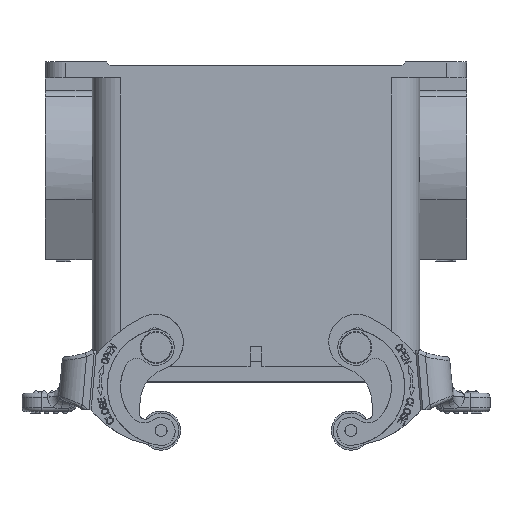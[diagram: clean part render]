
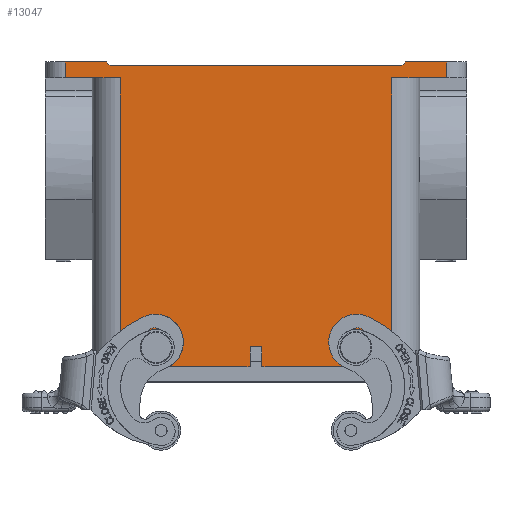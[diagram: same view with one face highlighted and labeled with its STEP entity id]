
A CAD part, front view. The second image highlights one B-rep face of the part: STEP entity #13047.
In plain terms, the highlighted planar face has unit normal (0, -1, 0).
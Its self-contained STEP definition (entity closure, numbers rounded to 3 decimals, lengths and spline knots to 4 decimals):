
#13047=ADVANCED_FACE('',(#18584,#18585,#18586),#14046,.F.);
#14046=PLANE('',#38662);
#15552=LINE('',#58664,#17581);
#15561=LINE('',#58691,#17590);
#15564=LINE('',#58707,#17593);
#15590=LINE('',#58786,#17619);
#15592=LINE('',#58790,#17621);
#15594=LINE('',#58794,#17623);
#15596=LINE('',#58798,#17625);
#15597=LINE('',#58803,#17626);
#15599=LINE('',#58811,#17628);
#15606=LINE('',#58825,#17635);
#15610=LINE('',#58834,#17639);
#15612=LINE('',#58841,#17641);
#15618=LINE('',#58861,#17647);
#15624=LINE('',#58871,#17653);
#15625=LINE('',#58873,#17654);
#15626=LINE('',#58875,#17655);
#17581=VECTOR('',#43848,1.);
#17590=VECTOR('',#43873,1.);
#17593=VECTOR('',#43882,1.);
#17619=VECTOR('',#43950,1.);
#17621=VECTOR('',#43954,1.);
#17623=VECTOR('',#43958,1.);
#17625=VECTOR('',#43962,1.);
#17626=VECTOR('',#43967,1.);
#17628=VECTOR('',#43975,1.);
#17635=VECTOR('',#43986,1.);
#17639=VECTOR('',#43992,1.);
#17641=VECTOR('',#43998,1.);
#17647=VECTOR('',#44014,1.);
#17653=VECTOR('',#44024,1.);
#17654=VECTOR('',#44027,1.);
#17655=VECTOR('',#44028,1.);
#18584=FACE_BOUND('',#19873,.T.);
#18585=FACE_BOUND('',#19874,.T.);
#18586=FACE_BOUND('',#19875,.T.);
#19873=EDGE_LOOP('',(#26020,#26021));
#19874=EDGE_LOOP('',(#26022,#26023));
#19875=EDGE_LOOP('',(#26024,#26025,#26026,#26027,#26028,#26029,#26030,#26031,
#26032,#26033,#26034,#26035,#26036,#26037,#26038,#26039));
#26020=ORIENTED_EDGE('',*,*,#34588,.T.);
#26021=ORIENTED_EDGE('',*,*,#34587,.T.);
#26022=ORIENTED_EDGE('',*,*,#34482,.T.);
#26023=ORIENTED_EDGE('',*,*,#34481,.T.);
#26024=ORIENTED_EDGE('',*,*,#34676,.F.);
#26025=ORIENTED_EDGE('',*,*,#34670,.F.);
#26026=ORIENTED_EDGE('',*,*,#34657,.F.);
#26027=ORIENTED_EDGE('',*,*,#34714,.F.);
#26028=ORIENTED_EDGE('',*,*,#34716,.F.);
#26029=ORIENTED_EDGE('',*,*,#34718,.T.);
#26030=ORIENTED_EDGE('',*,*,#34720,.F.);
#26031=ORIENTED_EDGE('',*,*,#34722,.T.);
#26032=ORIENTED_EDGE('',*,*,#34726,.T.);
#26033=ORIENTED_EDGE('',*,*,#34758,.T.);
#26034=ORIENTED_EDGE('',*,*,#34759,.T.);
#26035=ORIENTED_EDGE('',*,*,#34737,.T.);
#26036=ORIENTED_EDGE('',*,*,#34751,.T.);
#26037=ORIENTED_EDGE('',*,*,#34733,.T.);
#26038=ORIENTED_EDGE('',*,*,#34757,.T.);
#26039=ORIENTED_EDGE('',*,*,#34741,.T.);
#30813=VERTEX_POINT('',#58295);
#30814=VERTEX_POINT('',#58297);
#30884=VERTEX_POINT('',#58510);
#30885=VERTEX_POINT('',#58512);
#30932=VERTEX_POINT('',#58663);
#30933=VERTEX_POINT('',#58665);
#30943=VERTEX_POINT('',#58692);
#30944=VERTEX_POINT('',#58697);
#30972=VERTEX_POINT('',#58785);
#30973=VERTEX_POINT('',#58789);
#30974=VERTEX_POINT('',#58793);
#30975=VERTEX_POINT('',#58797);
#30976=VERTEX_POINT('',#58801);
#30980=VERTEX_POINT('',#58810);
#30985=VERTEX_POINT('',#58824);
#30986=VERTEX_POINT('',#58826);
#30989=VERTEX_POINT('',#58833);
#30990=VERTEX_POINT('',#58835);
#30993=VERTEX_POINT('',#58842);
#31004=VERTEX_POINT('',#58874);
#34481=EDGE_CURVE('',#30813,#30814,#36609,.T.);
#34482=EDGE_CURVE('',#30814,#30813,#36610,.T.);
#34587=EDGE_CURVE('',#30884,#30885,#36676,.T.);
#34588=EDGE_CURVE('',#30885,#30884,#36677,.T.);
#34657=EDGE_CURVE('',#30932,#30933,#15552,.T.);
#34670=EDGE_CURVE('',#30933,#30943,#15561,.T.);
#34676=EDGE_CURVE('',#30943,#30944,#15564,.T.);
#34714=EDGE_CURVE('',#30972,#30932,#15590,.T.);
#34716=EDGE_CURVE('',#30973,#30972,#15592,.T.);
#34718=EDGE_CURVE('',#30973,#30974,#15594,.T.);
#34720=EDGE_CURVE('',#30975,#30974,#15596,.T.);
#34722=EDGE_CURVE('',#30975,#30976,#15597,.T.);
#34726=EDGE_CURVE('',#30976,#30980,#15599,.T.);
#34733=EDGE_CURVE('',#30986,#30985,#15606,.T.);
#34737=EDGE_CURVE('',#30990,#30989,#15610,.T.);
#34741=EDGE_CURVE('',#30993,#30944,#15612,.T.);
#34751=EDGE_CURVE('',#30989,#30986,#15618,.T.);
#34757=EDGE_CURVE('',#30985,#30993,#15624,.T.);
#34758=EDGE_CURVE('',#30980,#31004,#15625,.T.);
#34759=EDGE_CURVE('',#31004,#30990,#15626,.T.);
#36609=CIRCLE('',#38434,0.0906);
#36610=CIRCLE('',#38436,0.0906);
#36676=CIRCLE('',#38539,0.0906);
#36677=CIRCLE('',#38541,0.0906);
#38434=AXIS2_PLACEMENT_3D('',#58298,#43433,#43434);
#38436=AXIS2_PLACEMENT_3D('',#58300,#43437,#43438);
#38539=AXIS2_PLACEMENT_3D('',#58513,#43682,#43683);
#38541=AXIS2_PLACEMENT_3D('',#58515,#43686,#43687);
#38662=AXIS2_PLACEMENT_3D('',#58876,#44029,#44030);
#43433=DIRECTION('',(0.,1.,0.));
#43434=DIRECTION('',(0.,0.,1.));
#43437=DIRECTION('',(0.,1.,0.));
#43438=DIRECTION('',(0.,0.,1.));
#43682=DIRECTION('',(0.,1.,0.));
#43683=DIRECTION('',(0.,0.,1.));
#43686=DIRECTION('',(0.,1.,0.));
#43687=DIRECTION('',(0.,0.,1.));
#43848=DIRECTION('',(0.,0.,-1.));
#43873=DIRECTION('',(-1.,0.,0.));
#43882=DIRECTION('',(0.,0.,-1.));
#43950=DIRECTION('',(1.,0.,0.));
#43954=DIRECTION('',(0.707,0.,0.707));
#43958=DIRECTION('',(-1.,0.,0.));
#43962=DIRECTION('',(0.707,0.,-0.707));
#43967=DIRECTION('',(-1.,0.,0.));
#43975=DIRECTION('',(0.,0.,-1.));
#43986=DIRECTION('',(1.,0.,0.));
#43992=DIRECTION('',(1.,0.,0.));
#43998=DIRECTION('',(1.,0.,0.));
#44014=DIRECTION('',(0.,0.,1.));
#44024=DIRECTION('',(0.,0.,-1.));
#44027=DIRECTION('',(1.,0.,0.));
#44028=DIRECTION('',(0.,0.,-1.));
#44029=DIRECTION('',(0.,1.,0.));
#44030=DIRECTION('',(0.,0.,1.));
#58295=CARTESIAN_POINT('',(2.9807,-0.0098,-2.8229));
#58297=CARTESIAN_POINT('',(3.1611,-0.0098,-2.8071));
#58298=CARTESIAN_POINT('',(3.0709,-0.0098,-2.815));
#58300=CARTESIAN_POINT('',(3.0709,-0.0098,-2.815));
#58510=CARTESIAN_POINT('',(1.0122,-0.0098,-2.8071));
#58512=CARTESIAN_POINT('',(1.1926,-0.0098,-2.8229));
#58513=CARTESIAN_POINT('',(1.1024,-0.0098,-2.815));
#58515=CARTESIAN_POINT('',(1.1024,-0.0098,-2.815));
#58663=CARTESIAN_POINT('',(3.9665,-0.0098,0.));
#58664=CARTESIAN_POINT('',(3.9665,-0.0098,0.));
#58665=CARTESIAN_POINT('',(3.9665,-0.0098,-0.1575));
#58691=CARTESIAN_POINT('',(3.7992,-0.0098,-0.1575));
#58692=CARTESIAN_POINT('',(3.4252,-0.0098,-0.1575));
#58697=CARTESIAN_POINT('',(3.4252,-0.0098,-3.0048));
#58707=CARTESIAN_POINT('',(3.4252,-0.0098,-0.1575));
#58785=CARTESIAN_POINT('',(3.563,-0.0098,0.));
#58786=CARTESIAN_POINT('',(2.0866,-0.0098,0.));
#58789=CARTESIAN_POINT('',(3.5236,-0.0098,-0.0394));
#58790=CARTESIAN_POINT('',(2.0736,-0.0098,-1.4894));
#58793=CARTESIAN_POINT('',(0.6496,-0.0098,-0.0394));
#58794=CARTESIAN_POINT('',(2.0866,-0.0098,-0.0394));
#58797=CARTESIAN_POINT('',(0.6102,-0.0098,0.));
#58798=CARTESIAN_POINT('',(2.0996,-0.0098,-1.4894));
#58801=CARTESIAN_POINT('',(0.2067,-0.0098,0.));
#58803=CARTESIAN_POINT('',(0.3051,-0.0098,0.));
#58810=CARTESIAN_POINT('',(0.2067,-0.0098,-0.1575));
#58811=CARTESIAN_POINT('',(0.2067,-0.0098,0.));
#58824=CARTESIAN_POINT('',(2.1457,-0.0098,-2.808));
#58825=CARTESIAN_POINT('',(2.0866,-0.0098,-2.808));
#58826=CARTESIAN_POINT('',(2.0276,-0.0098,-2.808));
#58833=CARTESIAN_POINT('',(2.0276,-0.0098,-3.0048));
#58834=CARTESIAN_POINT('',(2.0866,-0.0098,-3.0048));
#58835=CARTESIAN_POINT('',(0.748,-0.0098,-3.0048));
#58841=CARTESIAN_POINT('',(2.8345,-0.0098,-3.0048));
#58842=CARTESIAN_POINT('',(2.1457,-0.0098,-3.0048));
#58861=CARTESIAN_POINT('',(2.0276,-0.0098,-2.9064));
#58871=CARTESIAN_POINT('',(2.1457,-0.0098,-1.5024));
#58873=CARTESIAN_POINT('',(2.0866,-0.0098,-0.1575));
#58874=CARTESIAN_POINT('',(0.748,-0.0098,-0.1575));
#58875=CARTESIAN_POINT('',(0.748,-0.0098,-1.5024));
#58876=CARTESIAN_POINT('',(2.0866,-0.0098,-1.5024));
